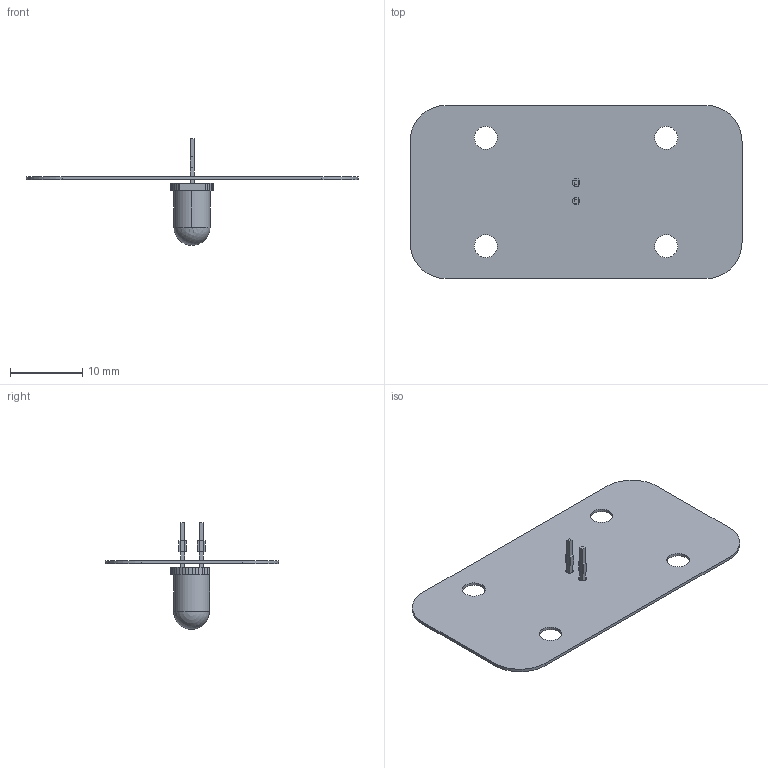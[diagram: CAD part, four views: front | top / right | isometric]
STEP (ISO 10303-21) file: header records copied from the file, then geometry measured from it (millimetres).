
FILE_DESCRIPTION(('Open CASCADE Model'),'2;1');
FILE_NAME('Open CASCADE Shape Model','2025-04-10T15:27:45',('Author'),( 'Open CASCADE'),'Open CASCADE STEP processor 7.5','Open CASCADE 7.5' ,'Unknown');
FILE_SCHEMA(('AUTOMOTIVE_DESIGN { 1 0 10303 214 1 1 1 1 }'));
Length unit declared in the file: millimetre
Products named in the file (20): PCB; Board; Open CASCADE STEP translator 7.5 3.1.1; D2; LED5_Y; SW3dPS-LEDd5Y_Open CASCADE STEP translator 6.2 796.1; SW3dPS-LEDd5Y_352710736; SW3dPS-LEDd5Y_Extruded4; SW3dPS-LEDd5Y_352707536; SW3dPS-LEDd5Y_Extruded3; SW3dPS-LEDd5Y_352705488; SW3dPS-LEDd5Y_Extruded2; SW3dPS-LEDd5Y_352478640; SW3dPS-LEDd5Y_Cylinder; SW3dPS-LEDd5Y_352699728; SW3dPS-LEDd5Y_Extruded1; SW3dPS-LEDd5Y_352470464; SW3dPS-LEDd5Y_Sphere; SW3dPS-LEDd5Y_352699216; SW3dPS-LEDd5Y_Extruded
Assembly tree (21 placements, depth 6):
  PCB
    Board
      Open CASCADE STEP translator 7.5 3.1.1
    D2
      LED5_Y
        SW3dPS-LEDd5Y_Open CASCADE STEP translator 6.2 796.1
          SW3dPS-LEDd5Y_352710736
            SW3dPS-LEDd5Y_Extruded4
          SW3dPS-LEDd5Y_352707536  x2
            SW3dPS-LEDd5Y_Extruded3
          SW3dPS-LEDd5Y_352705488  x2
            SW3dPS-LEDd5Y_Extruded2
          SW3dPS-LEDd5Y_352478640
            SW3dPS-LEDd5Y_Cylinder
          SW3dPS-LEDd5Y_352699728
            SW3dPS-LEDd5Y_Extruded1
          SW3dPS-LEDd5Y_352470464
            SW3dPS-LEDd5Y_Sphere
          SW3dPS-LEDd5Y_352699216
            SW3dPS-LEDd5Y_Extruded
Bounding box: 46 x 24 x 14.78 mm (x, y, z)
Volume: 633.8 mm3; surface area: 2512.1 mm2
Topology: 10 solids, 10 shells, 97 faces, 237 edges, 156 vertices
Faces by surface type: plane 83, cylinder 12, sphere 2
Full cylindrical faces by diameter (mm): 1.016 x2, 3.174 x4
Entity records: 2937 total; most frequent: CARTESIAN_POINT 462, DIRECTION 449, ORIENTED_EDGE 418, EDGE_CURVE 209, LINE 179, VECTOR 179, VERTEX_POINT 140, AXIS2_PLACEMENT_3D 135
